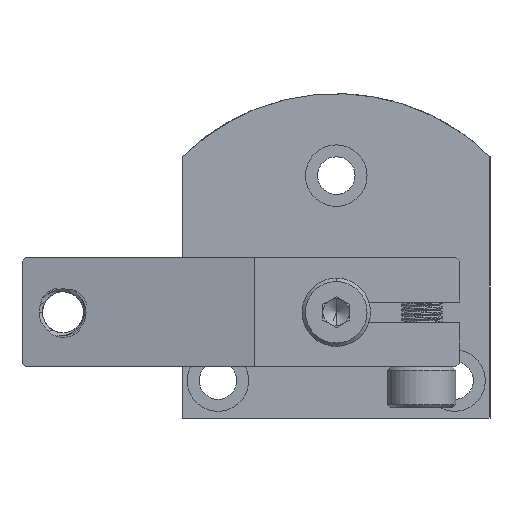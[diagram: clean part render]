
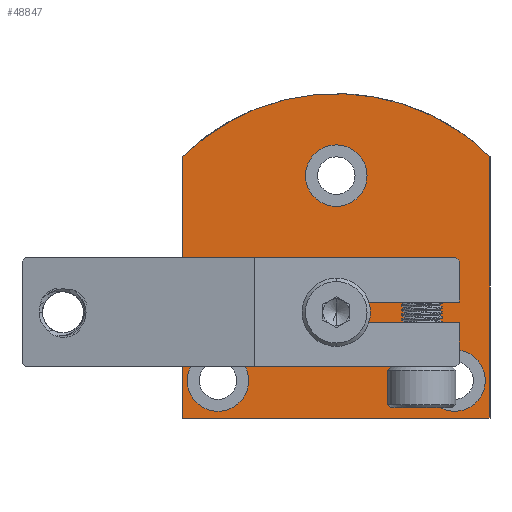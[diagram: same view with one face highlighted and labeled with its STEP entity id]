
A CAD part, left-side view. The second image highlights one B-rep face of the part: STEP entity #48847.
In plain terms, the highlighted planar face has unit normal (-1, 0, 0).
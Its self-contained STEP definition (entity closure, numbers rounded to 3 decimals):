
#232 = CARTESIAN_POINT ( 'NONE',  ( -25., -17.321, -14.5 ) ) ;
#618 = CARTESIAN_POINT ( 'NONE',  ( -25., 0., 20. ) ) ;
#738 = DIRECTION ( 'NONE',  ( -1., 0., 0. ) ) ;
#1264 = VERTEX_POINT ( 'NONE', #41324 ) ;
#1697 = LINE ( 'NONE', #25110, #43240 ) ;
#2685 = AXIS2_PLACEMENT_3D ( 'NONE', #5830, #33146, #9742 ) ;
#3139 = ORIENTED_EDGE ( 'NONE', *, *, #39989, .F. ) ;
#3286 = ORIENTED_EDGE ( 'NONE', *, *, #7113, .F. ) ;
#3364 = EDGE_CURVE ( 'NONE', #10445, #33822, #1697, .T. ) ;
#3381 = CARTESIAN_POINT ( 'NONE',  ( -25., 21.021, 24.216 ) ) ;
#3452 = DIRECTION ( 'NONE',  ( -1., 0., 0. ) ) ;
#3517 = CIRCLE ( 'NONE', #42334, 4.5 ) ;
#3557 = CARTESIAN_POINT ( 'NONE',  ( -25., -14.086, 28.808 ) ) ;
#3940 = FACE_BOUND ( 'NONE', #4465, .T. ) ;
#4465 = EDGE_LOOP ( 'NONE', ( #40558, #3139 ) ) ;
#4530 = DIRECTION ( 'NONE',  ( 0., 0., 1. ) ) ;
#5197 = CARTESIAN_POINT ( 'NONE',  ( -25., 0., 0. ) ) ;
#5497 = EDGE_CURVE ( 'NONE', #32407, #9026, #25724, .T. ) ;
#5815 = CARTESIAN_POINT ( 'NONE',  ( -25., 0., 0. ) ) ;
#5830 = CARTESIAN_POINT ( 'NONE',  ( -25., 0., 0. ) ) ;
#5915 = ORIENTED_EDGE ( 'NONE', *, *, #17825, .F. ) ;
#6049 = ORIENTED_EDGE ( 'NONE', *, *, #43279, .F. ) ;
#6153 = EDGE_CURVE ( 'NONE', #1264, #34196, #10438, .T. ) ;
#7113 = EDGE_CURVE ( 'NONE', #33822, #17703, #47124, .T. ) ;
#7307 = CARTESIAN_POINT ( 'NONE',  ( -25., 19.4, 25.534 ) ) ;
#7480 = CARTESIAN_POINT ( 'NONE',  ( -25., -19.4, 25.534 ) ) ;
#7647 = AXIS2_PLACEMENT_3D ( 'NONE', #36655, #13262, #40561 ) ;
#7925 = EDGE_CURVE ( 'NONE', #14660, #13374, #12290, .T. ) ;
#8525 = CARTESIAN_POINT ( 'NONE',  ( -25., -22.5, 22.754 ) ) ;
#9026 = VERTEX_POINT ( 'NONE', #9668 ) ;
#9098 = B_SPLINE_CURVE_WITH_KNOTS ( 'NONE', 3,
 ( #26787, #3381, #7307, #34638, #11234, #38553, #15177, #42463, #19094, #46402, #23017, #50320, #26954, #3557, #30881, #7480, #34810, #11404 ),
 .UNSPECIFIED., .F., .F.,
 ( 4, 2, 2, 2, 2, 2, 2, 2, 4 ),
 ( 0., 0.125, 0.25, 0.375, 0.5, 0.625, 0.75, 0.875, 1. ),
 .UNSPECIFIED. ) ;
#9109 = DIRECTION ( 'NONE',  ( 0., 0., 1. ) ) ;
#9554 = DIRECTION ( 'NONE',  ( 0., 1., 0. ) ) ;
#9668 = CARTESIAN_POINT ( 'NONE',  ( -25., 17.321, -5.5 ) ) ;
#9742 = DIRECTION ( 'NONE',  ( 0., 0., 1. ) ) ;
#9830 = CARTESIAN_POINT ( 'NONE',  ( -25., -17.321, -5.5 ) ) ;
#10078 = DIRECTION ( 'NONE',  ( 0., 0., -1. ) ) ;
#10438 = CIRCLE ( 'NONE', #47284, 5. ) ;
#10445 = VERTEX_POINT ( 'NONE', #14739 ) ;
#10783 = CARTESIAN_POINT ( 'NONE',  ( -25., 22.5, -15.5 ) ) ;
#11043 = VERTEX_POINT ( 'NONE', #8525 ) ;
#11234 = CARTESIAN_POINT ( 'NONE',  ( -25., 14.086, 28.808 ) ) ;
#11268 = CARTESIAN_POINT ( 'NONE',  ( -25., 0., 5. ) ) ;
#11404 = CARTESIAN_POINT ( 'NONE',  ( -25., -22.5, 22.754 ) ) ;
#11966 = VECTOR ( 'NONE', #10078, 1000. ) ;
#12290 = CIRCLE ( 'NONE', #48872, 4.5 ) ;
#12697 = CARTESIAN_POINT ( 'NONE',  ( -25., 0., 20. ) ) ;
#13073 = FACE_BOUND ( 'NONE', #16068, .T. ) ;
#13205 = CIRCLE ( 'NONE', #23422, 4.5 ) ;
#13262 = DIRECTION ( 'NONE',  ( -1., 0., 0. ) ) ;
#13374 = VERTEX_POINT ( 'NONE', #232 ) ;
#13662 = DIRECTION ( 'NONE',  ( 0., 0., -1. ) ) ;
#14660 = VERTEX_POINT ( 'NONE', #9830 ) ;
#14739 = CARTESIAN_POINT ( 'NONE',  ( -25., -22.5, -15.5 ) ) ;
#15177 = CARTESIAN_POINT ( 'NONE',  ( -25., 8.239, 30.991 ) ) ;
#15315 = ORIENTED_EDGE ( 'NONE', *, *, #23252, .F. ) ;
#16068 = EDGE_LOOP ( 'NONE', ( #32406, #48896 ) ) ;
#16453 = CIRCLE ( 'NONE', #2685, 5. ) ;
#16631 = DIRECTION ( 'NONE',  ( 0., 0., 1. ) ) ;
#17114 = EDGE_LOOP ( 'NONE', ( #3286, #30842, #6049, #49900 ) ) ;
#17703 = VERTEX_POINT ( 'NONE', #48343 ) ;
#17825 = EDGE_CURVE ( 'NONE', #34196, #1264, #16453, .T. ) ;
#19094 = CARTESIAN_POINT ( 'NONE',  ( -25., 2.079, 32. ) ) ;
#21179 = CIRCLE ( 'NONE', #33167, 4.5 ) ;
#21183 = CARTESIAN_POINT ( 'NONE',  ( -25., -17.321, -10. ) ) ;
#22222 = CARTESIAN_POINT ( 'NONE',  ( -25., -22.5, 0. ) ) ;
#23017 = CARTESIAN_POINT ( 'NONE',  ( -25., -4.159, 31.797 ) ) ;
#23252 = EDGE_CURVE ( 'NONE', #9026, #32407, #47507, .T. ) ;
#23422 = AXIS2_PLACEMENT_3D ( 'NONE', #21183, #48482, #25119 ) ;
#23489 = FACE_OUTER_BOUND ( 'NONE', #17114, .T. ) ;
#23743 = AXIS2_PLACEMENT_3D ( 'NONE', #26850, #3452, #30784 ) ;
#24112 = CARTESIAN_POINT ( 'NONE',  ( -25., -17.321, -10. ) ) ;
#24694 = FACE_BOUND ( 'NONE', #49073, .T. ) ;
#25110 = CARTESIAN_POINT ( 'NONE',  ( -25., 22.5, -15.5 ) ) ;
#25119 = DIRECTION ( 'NONE',  ( 0., 0., 1. ) ) ;
#25724 = CIRCLE ( 'NONE', #23743, 4.5 ) ;
#26787 = CARTESIAN_POINT ( 'NONE',  ( -25., 22.5, 22.754 ) ) ;
#26850 = CARTESIAN_POINT ( 'NONE',  ( -25., 17.321, -10. ) ) ;
#26954 = CARTESIAN_POINT ( 'NONE',  ( -25., -10.239, 30.389 ) ) ;
#27009 = EDGE_CURVE ( 'NONE', #30665, #27118, #3517, .T. ) ;
#27118 = VERTEX_POINT ( 'NONE', #43770 ) ;
#27905 = ORIENTED_EDGE ( 'NONE', *, *, #6153, .F. ) ;
#27920 = DIRECTION ( 'NONE',  ( -1., 0., 0. ) ) ;
#28043 = DIRECTION ( 'NONE',  ( 0., 0., 1. ) ) ;
#28993 = AXIS2_PLACEMENT_3D ( 'NONE', #5815, #37048, #13662 ) ;
#30665 = VERTEX_POINT ( 'NONE', #48826 ) ;
#30784 = DIRECTION ( 'NONE',  ( 0., 0., 1. ) ) ;
#30842 = ORIENTED_EDGE ( 'NONE', *, *, #3364, .F. ) ;
#30881 = CARTESIAN_POINT ( 'NONE',  ( -25., -15.932, 27.83 ) ) ;
#31528 = LINE ( 'NONE', #22222, #11966 ) ;
#32406 = ORIENTED_EDGE ( 'NONE', *, *, #27009, .F. ) ;
#32407 = VERTEX_POINT ( 'NONE', #49432 ) ;
#32517 = DIRECTION ( 'NONE',  ( -1., 0., 0. ) ) ;
#32518 = EDGE_CURVE ( 'NONE', #17703, #11043, #9098, .T. ) ;
#33133 = PLANE ( 'NONE',  #28993 ) ;
#33146 = DIRECTION ( 'NONE',  ( -1., 0., 0. ) ) ;
#33167 = AXIS2_PLACEMENT_3D ( 'NONE', #618, #27920, #4530 ) ;
#33822 = VERTEX_POINT ( 'NONE', #35540 ) ;
#33839 = FACE_BOUND ( 'NONE', #39743, .T. ) ;
#34196 = VERTEX_POINT ( 'NONE', #11268 ) ;
#34638 = CARTESIAN_POINT ( 'NONE',  ( -25., 15.932, 27.83 ) ) ;
#34810 = CARTESIAN_POINT ( 'NONE',  ( -25., -21.021, 24.216 ) ) ;
#35540 = CARTESIAN_POINT ( 'NONE',  ( -25., 22.5, -15.5 ) ) ;
#36655 = CARTESIAN_POINT ( 'NONE',  ( -25., 17.321, -10. ) ) ;
#37048 = DIRECTION ( 'NONE',  ( 1., 0., 0. ) ) ;
#37340 = EDGE_CURVE ( 'NONE', #27118, #30665, #21179, .T. ) ;
#38101 = DIRECTION ( 'NONE',  ( 0., 0., 1. ) ) ;
#38553 = CARTESIAN_POINT ( 'NONE',  ( -25., 10.239, 30.389 ) ) ;
#39743 = EDGE_LOOP ( 'NONE', ( #5915, #27905 ) ) ;
#39989 = EDGE_CURVE ( 'NONE', #13374, #14660, #13205, .T. ) ;
#40003 = DIRECTION ( 'NONE',  ( -1., 0., 0. ) ) ;
#40558 = ORIENTED_EDGE ( 'NONE', *, *, #7925, .F. ) ;
#40561 = DIRECTION ( 'NONE',  ( 0., 0., 1. ) ) ;
#41324 = CARTESIAN_POINT ( 'NONE',  ( -25., 0., -5. ) ) ;
#42334 = AXIS2_PLACEMENT_3D ( 'NONE', #12697, #40003, #16631 ) ;
#42463 = CARTESIAN_POINT ( 'NONE',  ( -25., 4.159, 31.797 ) ) ;
#43064 = ORIENTED_EDGE ( 'NONE', *, *, #5497, .F. ) ;
#43240 = VECTOR ( 'NONE', #9554, 1000. ) ;
#43279 = EDGE_CURVE ( 'NONE', #11043, #10445, #31528, .T. ) ;
#43770 = CARTESIAN_POINT ( 'NONE',  ( -25., 0., 15.5 ) ) ;
#45879 = VECTOR ( 'NONE', #38101, 1000. ) ;
#46402 = CARTESIAN_POINT ( 'NONE',  ( -25., -2.079, 32. ) ) ;
#47124 = LINE ( 'NONE', #10783, #45879 ) ;
#47284 = AXIS2_PLACEMENT_3D ( 'NONE', #5197, #32517, #9109 ) ;
#47507 = CIRCLE ( 'NONE', #7647, 4.5 ) ;
#48343 = CARTESIAN_POINT ( 'NONE',  ( -25., 22.5, 22.754 ) ) ;
#48482 = DIRECTION ( 'NONE',  ( -1., 0., 0. ) ) ;
#48826 = CARTESIAN_POINT ( 'NONE',  ( -25., 0., 24.5 ) ) ;
#48847 = ADVANCED_FACE ( 'NONE', ( #24694, #3940, #33839, #23489, #13073 ), #33133, .F. ) ;
#48872 = AXIS2_PLACEMENT_3D ( 'NONE', #24112, #738, #28043 ) ;
#48896 = ORIENTED_EDGE ( 'NONE', *, *, #37340, .F. ) ;
#49073 = EDGE_LOOP ( 'NONE', ( #15315, #43064 ) ) ;
#49432 = CARTESIAN_POINT ( 'NONE',  ( -25., 17.321, -14.5 ) ) ;
#49900 = ORIENTED_EDGE ( 'NONE', *, *, #32518, .F. ) ;
#50320 = CARTESIAN_POINT ( 'NONE',  ( -25., -8.239, 30.991 ) ) ;
